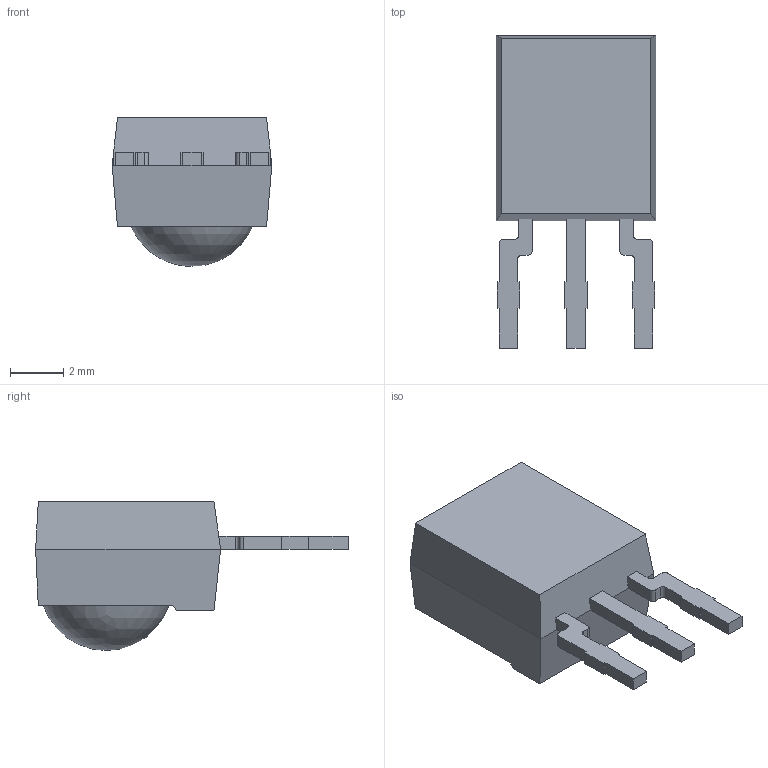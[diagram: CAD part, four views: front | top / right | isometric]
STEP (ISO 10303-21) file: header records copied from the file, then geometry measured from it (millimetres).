
FILE_DESCRIPTION(/* description */ (''),/* implementation_level */ '2;1');
FILE_NAME(/* name */ 'TSSP4038.step',/* time_stamp */ '2024-11-03T20:38:02+09:00',/* author */ (''),/* organization */ (''),/* preprocessor_version */ 'ST-DEVELOPER v20',/* originating_system */ 'Autodesk Translation Framework v13.20.0.188',/* authorisation */ '');
FILE_SCHEMA (('AUTOMOTIVE_DESIGN { 1 0 10303 214 3 1 1 }'));
Length unit declared in the file: millimetre
Products named in the file (1): TSSP4038
Bounding box: 6 x 11.75 x 5.6 mm (x, y, z)
Volume: 178.4 mm3; surface area: 222.2 mm2
Topology: 1 solids, 1 shells, 68 faces, 188 edges, 122 vertices
Faces by surface type: plane 59, cylinder 8, sphere 1
Entity records: 2192 total; most frequent: CARTESIAN_POINT 378, ORIENTED_EDGE 374, DIRECTION 343, EDGE_CURVE 187, LINE 169, VECTOR 169, VERTEX_POINT 122, AXIS2_PLACEMENT_3D 87
